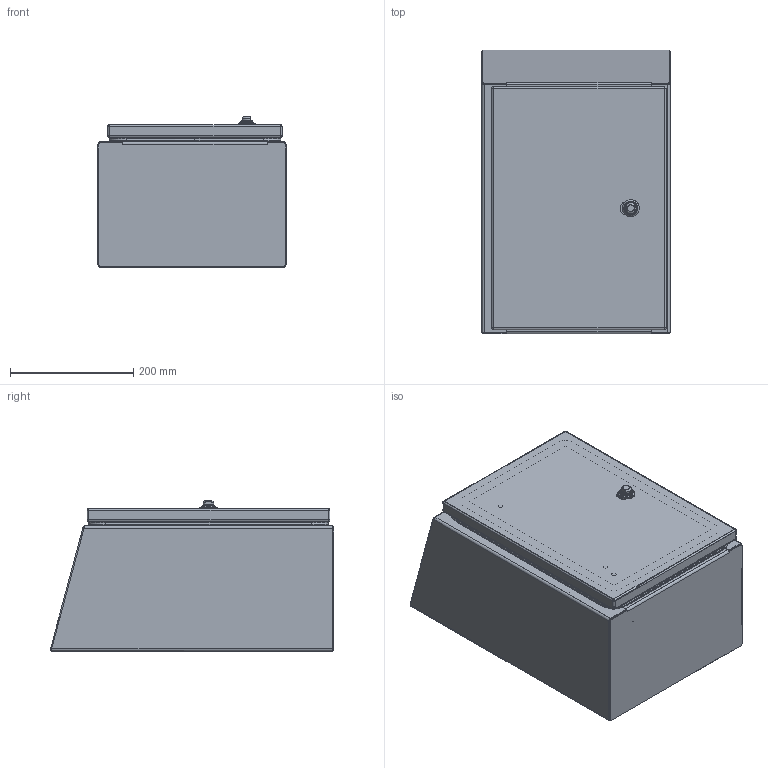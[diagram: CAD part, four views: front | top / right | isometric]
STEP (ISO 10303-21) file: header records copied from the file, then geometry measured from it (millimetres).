
FILE_DESCRIPTION (( 'STEP AP214' ), '1' );
FILE_NAME ('SCE-16K1208SSST.STEP', '2021-08-13T17:46:57', ( '' ), ( '' ), 'SwSTEP 2.0', 'SolidWorks 2021', '' );
FILE_SCHEMA (( 'AUTOMOTIVE_DESIGN' ));
Length unit declared in the file: inch
Products named in the file (1): SCE-16K1208SSST
Bounding box: 304.8 x 459.89 x 243.43 mm (x, y, z)
Volume: 1831284.8 mm3; surface area: 1681742.6 mm2
Topology: 39 solids, 39 shells, 2268 faces, 5760 edges, 3505 vertices
Faces by surface type: plane 785, bspline 747, cylinder 586, cone 78, torus 36, sphere 36
Full cylindrical faces by diameter (mm): 3.454 x2, 3.95 x4, 3.962 x4, 3.978 x2, 4.978 x8, 5 x1, 5.105 x4, 5.232 x6, 5.5 x1, 6.299 x4, 6.363 x2, 6.756 x2, 7.137 x2, 8 x1, 8.433 x4, 9.296 x4, 9.322 x4, 9.525 x4, 9.9 x1, 10 x1, 10.414 x2, 11.113 x4, 12.5 x1, 12.7 x4, 13.5 x1, 14.288 x2, 16 x1, 16.1 x1, 17 x1, 19.8 x1
Entity records: 152094 total; most frequent: CARTESIAN_POINT 75611, ORIENTED_EDGE 10744, DIRECTION 7787, EDGE_CURVE 5372, VERTEX_POINT 3408, AXIS2_PLACEMENT_3D 2884, EDGE_LOOP 2580, FACE_OUTER_BOUND 2408
